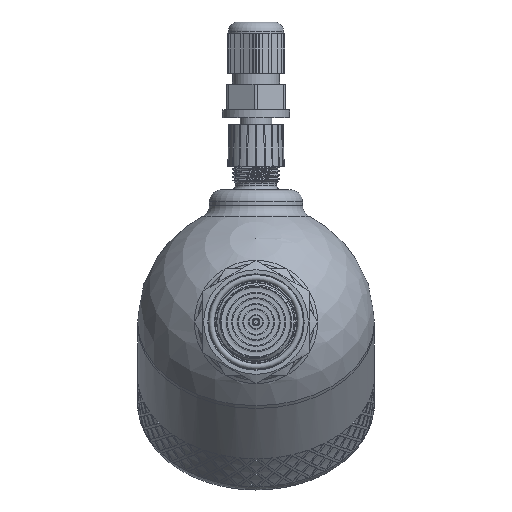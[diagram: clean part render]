
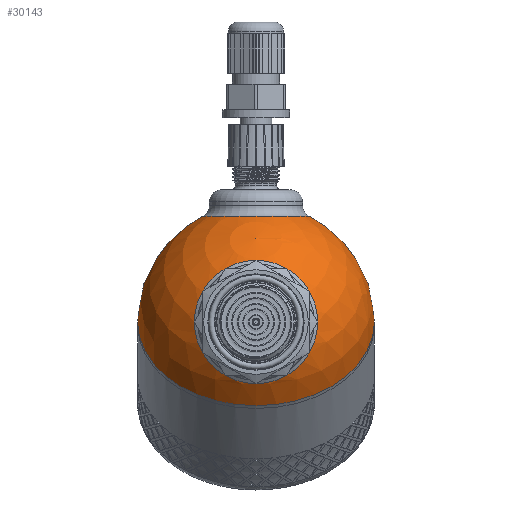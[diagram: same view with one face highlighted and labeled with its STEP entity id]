
A CAD part, left-side view. The second image highlights one B-rep face of the part: STEP entity #30143.
In plain terms, the highlighted spherical face has radius 30 mm.
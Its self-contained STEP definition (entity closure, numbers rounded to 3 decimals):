
#43=SPHERICAL_SURFACE('',#31418,30.);
#465=FACE_BOUND('',#10398,.T.);
#466=FACE_BOUND('',#10399,.T.);
#8347=FACE_OUTER_BOUND('',#10397,.T.);
#10397=EDGE_LOOP('',(#26285,#26286,#26287,#26288));
#10398=EDGE_LOOP('',(#26289));
#10399=EDGE_LOOP('',(#26290));
#11136=CIRCLE('',#31415,15.643);
#11139=CIRCLE('',#31419,30.);
#11140=CIRCLE('',#31420,30.);
#11141=CIRCLE('',#31421,30.);
#11142=CIRCLE('',#31422,13.5);
#13838=VERTEX_POINT('',#66293);
#13840=VERTEX_POINT('',#66299);
#13841=VERTEX_POINT('',#66300);
#13842=VERTEX_POINT('',#66302);
#13843=VERTEX_POINT('',#66305);
#18093=EDGE_CURVE('',#13838,#13838,#11136,.T.);
#18096=EDGE_CURVE('',#13840,#13841,#11139,.T.);
#18097=EDGE_CURVE('',#13840,#13842,#11140,.T.);
#18098=EDGE_CURVE('',#13841,#13840,#11141,.T.);
#18099=EDGE_CURVE('',#13843,#13843,#11142,.T.);
#26285=ORIENTED_EDGE('',*,*,#18096,.F.);
#26286=ORIENTED_EDGE('',*,*,#18097,.T.);
#26287=ORIENTED_EDGE('',*,*,#18097,.F.);
#26288=ORIENTED_EDGE('',*,*,#18098,.F.);
#26289=ORIENTED_EDGE('',*,*,#18093,.F.);
#26290=ORIENTED_EDGE('',*,*,#18099,.F.);
#30143=ADVANCED_FACE('',(#8347,#465,#466),#43,.T.);
#31415=AXIS2_PLACEMENT_3D('',#66294,#34374,#34375);
#31418=AXIS2_PLACEMENT_3D('',#66298,#34380,#34381);
#31419=AXIS2_PLACEMENT_3D('',#66301,#34382,#34383);
#31420=AXIS2_PLACEMENT_3D('',#66303,#34384,#34385);
#31421=AXIS2_PLACEMENT_3D('',#66304,#34386,#34387);
#31422=AXIS2_PLACEMENT_3D('',#66306,#34388,#34389);
#34374=DIRECTION('center_axis',(-0.707,0.,0.707));
#34375=DIRECTION('ref_axis',(0.707,0.,0.707));
#34380=DIRECTION('center_axis',(1.,0.,0.));
#34381=DIRECTION('ref_axis',(0.,-1.,0.));
#34382=DIRECTION('center_axis',(1.,0.,0.));
#34383=DIRECTION('ref_axis',(0.,1.,0.));
#34384=DIRECTION('center_axis',(0.,0.,1.));
#34385=DIRECTION('ref_axis',(0.,1.,0.));
#34386=DIRECTION('center_axis',(1.,0.,0.));
#34387=DIRECTION('ref_axis',(0.,1.,0.));
#34388=DIRECTION('center_axis',(-0.707,0.,-0.707));
#34389=DIRECTION('ref_axis',(-0.707,0.,0.707));
#66293=CARTESIAN_POINT('',(-29.162,0.,7.04));
#66294=CARTESIAN_POINT('Origin',(-18.101,0.,18.101));
#66298=CARTESIAN_POINT('Origin',(0.,0.,0.));
#66299=CARTESIAN_POINT('',(0.,30.,0.));
#66300=CARTESIAN_POINT('',(0.,-30.,0.));
#66301=CARTESIAN_POINT('Origin',(0.,0.,0.));
#66302=CARTESIAN_POINT('',(-30.,0.,0.));
#66303=CARTESIAN_POINT('Origin',(0.,0.,0.));
#66304=CARTESIAN_POINT('Origin',(0.,0.,0.));
#66305=CARTESIAN_POINT('',(-9.398,0.,-28.49));
#66306=CARTESIAN_POINT('Origin',(-18.944,0.,-18.944));
